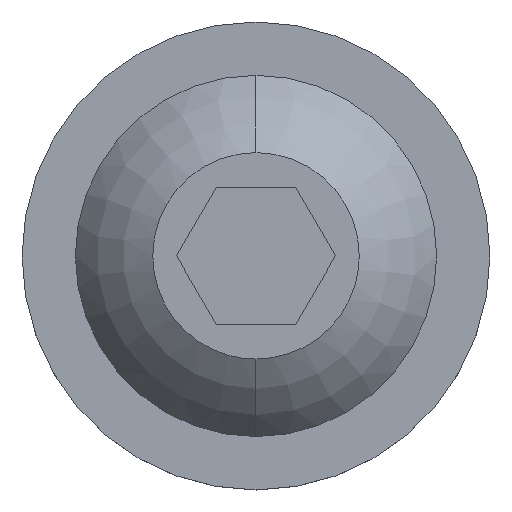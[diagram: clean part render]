
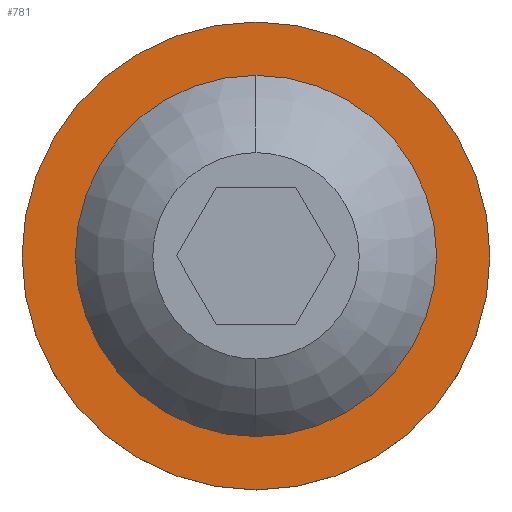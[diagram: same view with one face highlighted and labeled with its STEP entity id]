
A CAD part, top view. The second image highlights one B-rep face of the part: STEP entity #781.
In plain terms, the highlighted planar face has unit normal (0, 0, 1).
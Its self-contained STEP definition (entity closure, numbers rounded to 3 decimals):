
#57 = DIRECTION ( 'NONE',  ( -1., 0., 0. ) ) ;
#66 = CARTESIAN_POINT ( 'NONE',  ( 0., 0., 1.2 ) ) ;
#94 = DIRECTION ( 'NONE',  ( 0., 0., -1. ) ) ;
#97 = DIRECTION ( 'NONE',  ( 0., 0., -1. ) ) ;
#102 = CARTESIAN_POINT ( 'NONE',  ( 0., 0., 1.2 ) ) ;
#112 = AXIS2_PLACEMENT_3D ( 'NONE', #363, #94, #750 ) ;
#116 = EDGE_LOOP ( 'NONE', ( #399, #795 ) ) ;
#147 = DIRECTION ( 'NONE',  ( 0., 1., 0. ) ) ;
#163 = CIRCLE ( 'NONE', #112, 5.25 ) ;
#175 = CIRCLE ( 'NONE', #657, 6.8 ) ;
#190 = DIRECTION ( 'NONE',  ( 0., 0., 1. ) ) ;
#229 = EDGE_CURVE ( 'NONE', #413, #626, #175, .T. ) ;
#252 = ORIENTED_EDGE ( 'NONE', *, *, #457, .F. ) ;
#255 = AXIS2_PLACEMENT_3D ( 'NONE', #765, #568, #147 ) ;
#276 = EDGE_CURVE ( 'NONE', #587, #365, #163, .T. ) ;
#285 = CARTESIAN_POINT ( 'NONE',  ( 6.8, 0., 1.2 ) ) ;
#363 = CARTESIAN_POINT ( 'NONE',  ( 0., 0., 1.2 ) ) ;
#364 = FACE_BOUND ( 'NONE', #116, .T. ) ;
#365 = VERTEX_POINT ( 'NONE', #501 ) ;
#367 = EDGE_LOOP ( 'NONE', ( #521, #252 ) ) ;
#377 = AXIS2_PLACEMENT_3D ( 'NONE', #66, #190, #450 ) ;
#399 = ORIENTED_EDGE ( 'NONE', *, *, #276, .T. ) ;
#413 = VERTEX_POINT ( 'NONE', #599 ) ;
#423 = CIRCLE ( 'NONE', #436, 6.8 ) ;
#436 = AXIS2_PLACEMENT_3D ( 'NONE', #782, #788, #57 ) ;
#450 = DIRECTION ( 'NONE',  ( 1., 0., 0. ) ) ;
#457 = EDGE_CURVE ( 'NONE', #626, #413, #423, .T. ) ;
#501 = CARTESIAN_POINT ( 'NONE',  ( 0., -5.25, 1.2 ) ) ;
#521 = ORIENTED_EDGE ( 'NONE', *, *, #229, .F. ) ;
#568 = DIRECTION ( 'NONE',  ( 0., 0., -1. ) ) ;
#587 = VERTEX_POINT ( 'NONE', #699 ) ;
#599 = CARTESIAN_POINT ( 'NONE',  ( -6.8, 0., 1.2 ) ) ;
#626 = VERTEX_POINT ( 'NONE', #285 ) ;
#657 = AXIS2_PLACEMENT_3D ( 'NONE', #102, #97, #692 ) ;
#692 = DIRECTION ( 'NONE',  ( -1., 0., 0. ) ) ;
#699 = CARTESIAN_POINT ( 'NONE',  ( 0., 5.25, 1.2 ) ) ;
#710 = EDGE_CURVE ( 'NONE', #365, #587, #714, .T. ) ;
#714 = CIRCLE ( 'NONE', #255, 5.25 ) ;
#726 = PLANE ( 'NONE',  #377 ) ;
#750 = DIRECTION ( 'NONE',  ( 0., 1., 0. ) ) ;
#765 = CARTESIAN_POINT ( 'NONE',  ( 0., 0., 1.2 ) ) ;
#781 = ADVANCED_FACE ( 'NONE', ( #364, #850 ), #726, .T. ) ;
#782 = CARTESIAN_POINT ( 'NONE',  ( 0., 0., 1.2 ) ) ;
#788 = DIRECTION ( 'NONE',  ( 0., 0., -1. ) ) ;
#795 = ORIENTED_EDGE ( 'NONE', *, *, #710, .T. ) ;
#850 = FACE_OUTER_BOUND ( 'NONE', #367, .T. ) ;
